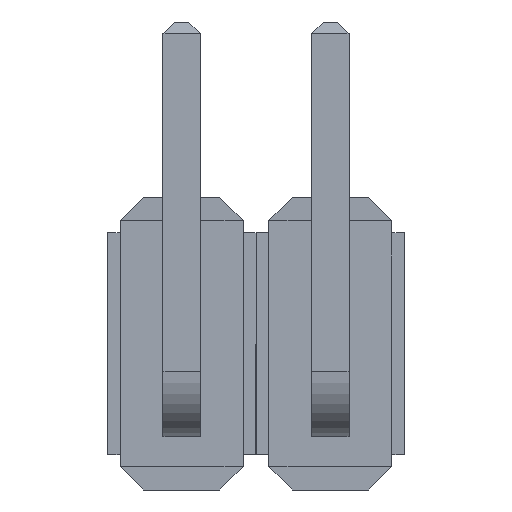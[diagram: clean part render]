
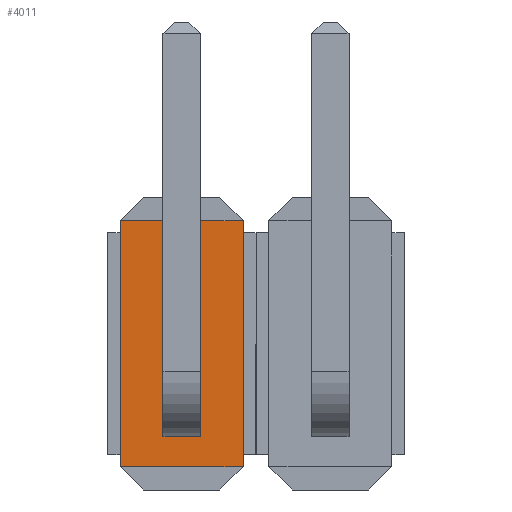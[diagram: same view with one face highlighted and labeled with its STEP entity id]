
A CAD part, front view. The second image highlights one B-rep face of the part: STEP entity #4011.
In plain terms, the highlighted planar face has unit normal (0, -1, 0).
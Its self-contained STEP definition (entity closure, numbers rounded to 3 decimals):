
#53 = DIRECTION ( 'NONE',  ( 0., 0., 1. ) ) ;
#112 = VERTEX_POINT ( 'NONE', #1475 ) ;
#133 = LINE ( 'NONE', #3661, #2091 ) ;
#134 = EDGE_CURVE ( 'NONE', #3417, #2747, #5472, .T. ) ;
#151 = FACE_BOUND ( 'NONE', #643, .T. ) ;
#182 = CARTESIAN_POINT ( 'NONE',  ( 0.32, 0.54, 2.1 ) ) ;
#219 = EDGE_CURVE ( 'NONE', #6335, #5090, #5091, .T. ) ;
#290 = AXIS2_PLACEMENT_3D ( 'NONE', #2354, #4310, #868 ) ;
#317 = CARTESIAN_POINT ( 'NONE',  ( 1.27, 0.54, -1.59 ) ) ;
#420 = CARTESIAN_POINT ( 'NONE',  ( -0.32, 0.54, 0.95 ) ) ;
#423 = EDGE_CURVE ( 'NONE', #4176, #112, #5839, .T. ) ;
#506 = CARTESIAN_POINT ( 'NONE',  ( -1.05, 0.54, -2.1 ) ) ;
#516 = LINE ( 'NONE', #5016, #4579 ) ;
#547 = DIRECTION ( 'NONE',  ( -1., 0., 0. ) ) ;
#643 = EDGE_LOOP ( 'NONE', ( #3029, #1166, #5052, #5036 ) ) ;
#770 = DIRECTION ( 'NONE',  ( 0., 0., -1. ) ) ;
#868 = DIRECTION ( 'NONE',  ( 0., 0., 1. ) ) ;
#981 = ORIENTED_EDGE ( 'NONE', *, *, #4885, .F. ) ;
#1076 = VERTEX_POINT ( 'NONE', #1102 ) ;
#1102 = CARTESIAN_POINT ( 'NONE',  ( 0.32, 0.54, -1.59 ) ) ;
#1166 = ORIENTED_EDGE ( 'NONE', *, *, #3287, .T. ) ;
#1278 = CARTESIAN_POINT ( 'NONE',  ( 1.27, 0.54, -0.95 ) ) ;
#1285 = VECTOR ( 'NONE', #770, 1000. ) ;
#1304 = CARTESIAN_POINT ( 'NONE',  ( 0.32, 0.54, -0.95 ) ) ;
#1475 = CARTESIAN_POINT ( 'NONE',  ( -1.05, 0.54, 2.1 ) ) ;
#1479 = EDGE_CURVE ( 'NONE', #1076, #2635, #516, .T. ) ;
#1550 = VECTOR ( 'NONE', #1787, 1000. ) ;
#1556 = EDGE_CURVE ( 'NONE', #4176, #6335, #5273, .T. ) ;
#1586 = DIRECTION ( 'NONE',  ( 0., 0., -1. ) ) ;
#1645 = VECTOR ( 'NONE', #1586, 1000. ) ;
#1673 = CARTESIAN_POINT ( 'NONE',  ( 1.27, 0.54, 2.1 ) ) ;
#1702 = VERTEX_POINT ( 'NONE', #3204 ) ;
#1720 = CARTESIAN_POINT ( 'NONE',  ( -1.05, 0.54, 2.1 ) ) ;
#1753 = EDGE_CURVE ( 'NONE', #1865, #1702, #133, .T. ) ;
#1787 = DIRECTION ( 'NONE',  ( 1., 0., 0. ) ) ;
#1865 = VERTEX_POINT ( 'NONE', #5709 ) ;
#1937 = VECTOR ( 'NONE', #2857, 1000. ) ;
#1985 = VECTOR ( 'NONE', #5774, 1000. ) ;
#2041 = LINE ( 'NONE', #182, #1645 ) ;
#2067 = DIRECTION ( 'NONE',  ( 0., 0., -1. ) ) ;
#2091 = VECTOR ( 'NONE', #2151, 1000. ) ;
#2105 = CARTESIAN_POINT ( 'NONE',  ( 1.05, 0.54, -2.1 ) ) ;
#2151 = DIRECTION ( 'NONE',  ( 0., 0., -1. ) ) ;
#2193 = LINE ( 'NONE', #4274, #6187 ) ;
#2273 = EDGE_LOOP ( 'NONE', ( #4735, #5963, #3779, #5152 ) ) ;
#2354 = CARTESIAN_POINT ( 'NONE',  ( 1.27, 0.54, 2.1 ) ) ;
#2382 = VECTOR ( 'NONE', #547, 1000. ) ;
#2538 = CARTESIAN_POINT ( 'NONE',  ( 1.27, 0.54, -2.1 ) ) ;
#2635 = VERTEX_POINT ( 'NONE', #1304 ) ;
#2711 = EDGE_CURVE ( 'NONE', #5018, #4041, #4210, .T. ) ;
#2725 = ORIENTED_EDGE ( 'NONE', *, *, #4604, .F. ) ;
#2747 = VERTEX_POINT ( 'NONE', #420 ) ;
#2854 = LINE ( 'NONE', #317, #1550 ) ;
#2857 = DIRECTION ( 'NONE',  ( -1., 0., 0. ) ) ;
#2887 = EDGE_LOOP ( 'NONE', ( #4592, #981, #3999, #2725 ) ) ;
#3029 = ORIENTED_EDGE ( 'NONE', *, *, #134, .T. ) ;
#3204 = CARTESIAN_POINT ( 'NONE',  ( -0.32, 0.54, -1.59 ) ) ;
#3287 = EDGE_CURVE ( 'NONE', #2747, #5018, #2193, .T. ) ;
#3383 = CARTESIAN_POINT ( 'NONE',  ( -0.32, 0.54, 1.59 ) ) ;
#3385 = CARTESIAN_POINT ( 'NONE',  ( 0.32, 0.54, 1.59 ) ) ;
#3412 = CARTESIAN_POINT ( 'NONE',  ( 1.05, 0.54, -2.1 ) ) ;
#3417 = VERTEX_POINT ( 'NONE', #5932 ) ;
#3419 = DIRECTION ( 'NONE',  ( -1., 0., 0. ) ) ;
#3661 = CARTESIAN_POINT ( 'NONE',  ( -0.32, 0.54, 2.1 ) ) ;
#3737 = FACE_BOUND ( 'NONE', #2887, .T. ) ;
#3779 = ORIENTED_EDGE ( 'NONE', *, *, #219, .F. ) ;
#3815 = PLANE ( 'NONE',  #290 ) ;
#3939 = EDGE_CURVE ( 'NONE', #112, #5090, #4736, .T. ) ;
#3999 = ORIENTED_EDGE ( 'NONE', *, *, #1753, .F. ) ;
#4004 = VECTOR ( 'NONE', #3419, 1000. ) ;
#4011 = ADVANCED_FACE ( 'NONE', ( #5587, #151, #3737 ), #3815, .F. ) ;
#4041 = VERTEX_POINT ( 'NONE', #3385 ) ;
#4176 = VERTEX_POINT ( 'NONE', #4944 ) ;
#4210 = LINE ( 'NONE', #4783, #1985 ) ;
#4274 = CARTESIAN_POINT ( 'NONE',  ( -0.32, 0.54, 2.1 ) ) ;
#4310 = DIRECTION ( 'NONE',  ( 0., 1., 0. ) ) ;
#4579 = VECTOR ( 'NONE', #53, 1000. ) ;
#4592 = ORIENTED_EDGE ( 'NONE', *, *, #1479, .F. ) ;
#4604 = EDGE_CURVE ( 'NONE', #2635, #1865, #5042, .T. ) ;
#4735 = ORIENTED_EDGE ( 'NONE', *, *, #423, .T. ) ;
#4736 = LINE ( 'NONE', #1720, #1285 ) ;
#4776 = DIRECTION ( 'NONE',  ( 0., 0., 1. ) ) ;
#4783 = CARTESIAN_POINT ( 'NONE',  ( 1.27, 0.54, 1.59 ) ) ;
#4885 = EDGE_CURVE ( 'NONE', #1702, #1076, #2854, .T. ) ;
#4944 = CARTESIAN_POINT ( 'NONE',  ( 1.05, 0.54, 2.1 ) ) ;
#5016 = CARTESIAN_POINT ( 'NONE',  ( 0.32, 0.54, 2.1 ) ) ;
#5018 = VERTEX_POINT ( 'NONE', #3383 ) ;
#5036 = ORIENTED_EDGE ( 'NONE', *, *, #5841, .T. ) ;
#5042 = LINE ( 'NONE', #1278, #1937 ) ;
#5052 = ORIENTED_EDGE ( 'NONE', *, *, #2711, .T. ) ;
#5090 = VERTEX_POINT ( 'NONE', #506 ) ;
#5091 = LINE ( 'NONE', #2538, #2382 ) ;
#5152 = ORIENTED_EDGE ( 'NONE', *, *, #1556, .F. ) ;
#5273 = LINE ( 'NONE', #2105, #6346 ) ;
#5472 = LINE ( 'NONE', #5923, #4004 ) ;
#5587 = FACE_OUTER_BOUND ( 'NONE', #2273, .T. ) ;
#5620 = VECTOR ( 'NONE', #6130, 1000. ) ;
#5709 = CARTESIAN_POINT ( 'NONE',  ( -0.32, 0.54, -0.95 ) ) ;
#5774 = DIRECTION ( 'NONE',  ( 1., 0., 0. ) ) ;
#5839 = LINE ( 'NONE', #1673, #5620 ) ;
#5841 = EDGE_CURVE ( 'NONE', #4041, #3417, #2041, .T. ) ;
#5923 = CARTESIAN_POINT ( 'NONE',  ( 1.27, 0.54, 0.95 ) ) ;
#5932 = CARTESIAN_POINT ( 'NONE',  ( 0.32, 0.54, 0.95 ) ) ;
#5963 = ORIENTED_EDGE ( 'NONE', *, *, #3939, .T. ) ;
#6130 = DIRECTION ( 'NONE',  ( -1., 0., 0. ) ) ;
#6187 = VECTOR ( 'NONE', #4776, 1000. ) ;
#6335 = VERTEX_POINT ( 'NONE', #3412 ) ;
#6346 = VECTOR ( 'NONE', #2067, 1000. ) ;
